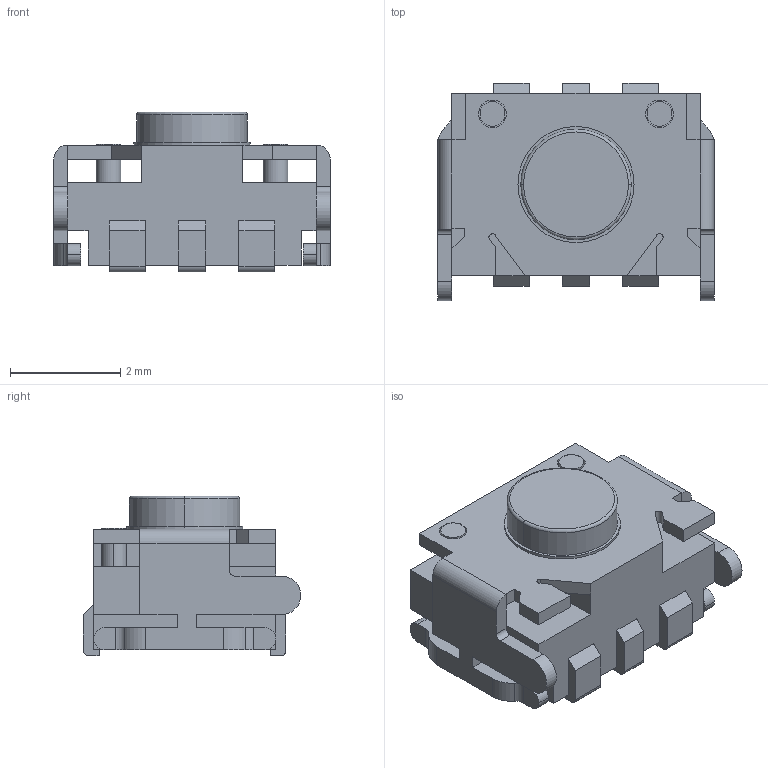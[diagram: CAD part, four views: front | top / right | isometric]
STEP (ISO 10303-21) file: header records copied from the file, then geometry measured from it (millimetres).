
FILE_DESCRIPTION (( 'STEP AP214' ), '1' );
FILE_NAME ('TL3340AF160QG.STEP', '2022-12-29T15:07:25', ( '' ), ( '' ), 'SwSTEP 2.0', 'SolidWorks 2022', '' );
FILE_SCHEMA (( 'AUTOMOTIVE_DESIGN' ));
Length unit declared in the file: millimetre
Products named in the file (1): TL3340AF160QG
Bounding box: 5 x 3.93 x 2.89 mm (x, y, z)
Volume: 31.8 mm3; surface area: 107.8 mm2
Topology: 5 solids, 5 shells, 181 faces, 501 edges, 330 vertices
Faces by surface type: plane 132, cylinder 47, torus 2
Entity records: 7385 total; most frequent: CARTESIAN_POINT 1013, ORIENTED_EDGE 1002, DIRECTION 963, EDGE_CURVE 501, LINE 403, VECTOR 403, VERTEX_POINT 330, AXIS2_PLACEMENT_3D 280
